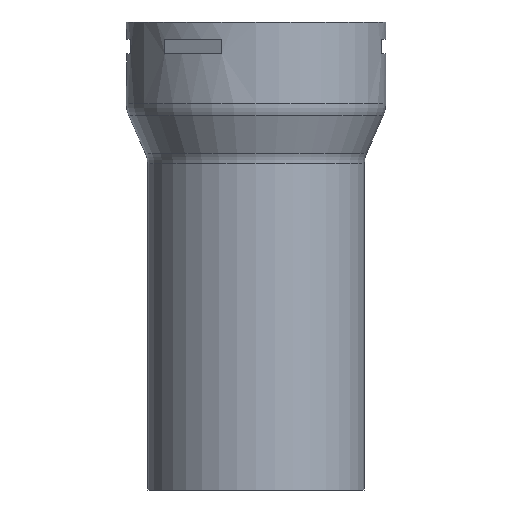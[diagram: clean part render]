
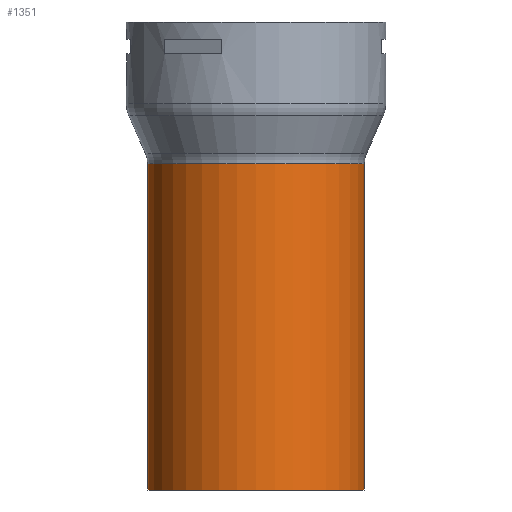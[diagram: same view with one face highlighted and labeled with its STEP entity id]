
A CAD part, front view. The second image highlights one B-rep face of the part: STEP entity #1351.
In plain terms, the highlighted cylindrical face has radius 510 mm (diameter 1020 mm), a full revolution.
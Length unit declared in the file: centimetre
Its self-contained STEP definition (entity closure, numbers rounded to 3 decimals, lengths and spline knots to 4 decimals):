
#20=CYLINDRICAL_SURFACE('',#1480,51.);
#92=CIRCLE('',#1475,51.);
#93=CIRCLE('',#1476,51.);
#94=CIRCLE('',#1478,51.);
#182=FACE_OUTER_BOUND('',#264,.T.);
#264=EDGE_LOOP('',(#1178,#1179,#1180,#1181,#1182));
#395=LINE('',#2265,#522);
#522=VECTOR('',#1856,51.);
#637=VERTEX_POINT('',#2254);
#638=VERTEX_POINT('',#2256);
#639=VERTEX_POINT('',#2260);
#819=EDGE_CURVE('',#638,#637,#92,.T.);
#820=EDGE_CURVE('',#637,#638,#93,.T.);
#821=EDGE_CURVE('',#639,#639,#94,.T.);
#823=EDGE_CURVE('',#639,#638,#395,.T.);
#1178=ORIENTED_EDGE('',*,*,#821,.F.);
#1179=ORIENTED_EDGE('',*,*,#823,.T.);
#1180=ORIENTED_EDGE('',*,*,#819,.T.);
#1181=ORIENTED_EDGE('',*,*,#820,.T.);
#1182=ORIENTED_EDGE('',*,*,#823,.F.);
#1351=ADVANCED_FACE('',(#182),#20,.T.);
#1475=AXIS2_PLACEMENT_3D('',#2257,#1844,#1845);
#1476=AXIS2_PLACEMENT_3D('',#2258,#1846,#1847);
#1478=AXIS2_PLACEMENT_3D('',#2261,#1850,#1851);
#1480=AXIS2_PLACEMENT_3D('',#2264,#1854,#1855);
#1844=DIRECTION('center_axis',(0.,0.,-1.));
#1845=DIRECTION('ref_axis',(1.,0.,0.));
#1846=DIRECTION('center_axis',(0.,0.,-1.));
#1847=DIRECTION('ref_axis',(1.,0.,0.));
#1850=DIRECTION('center_axis',(0.,0.,-1.));
#1851=DIRECTION('ref_axis',(-1.,0.,0.));
#1854=DIRECTION('center_axis',(0.,0.,-1.));
#1855=DIRECTION('ref_axis',(-1.,0.,0.));
#1856=DIRECTION('',(0.,0.,1.));
#2254=CARTESIAN_POINT('',(587.5216,220.1918,17.0959));
#2256=CARTESIAN_POINT('',(638.5216,271.1918,17.0959));
#2257=CARTESIAN_POINT('Origin',(587.5216,271.1918,17.0959));
#2258=CARTESIAN_POINT('Origin',(587.5216,271.1918,17.0959));
#2260=CARTESIAN_POINT('',(638.5216,271.1918,-136.3805));
#2261=CARTESIAN_POINT('Origin',(587.5216,271.1918,-136.3805));
#2264=CARTESIAN_POINT('Origin',(587.5216,271.1918,-29.6423));
#2265=CARTESIAN_POINT('',(638.5216,271.1918,-29.6423));
